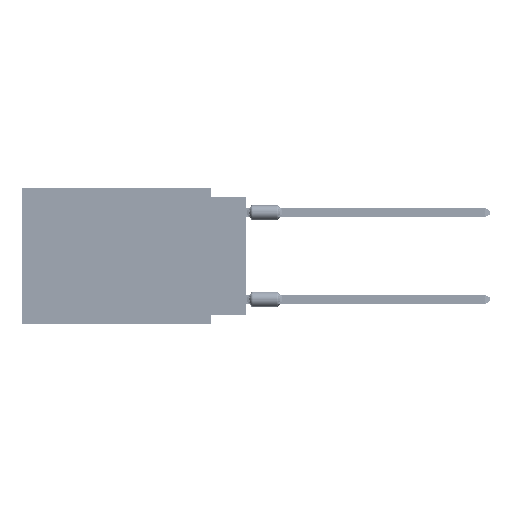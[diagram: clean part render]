
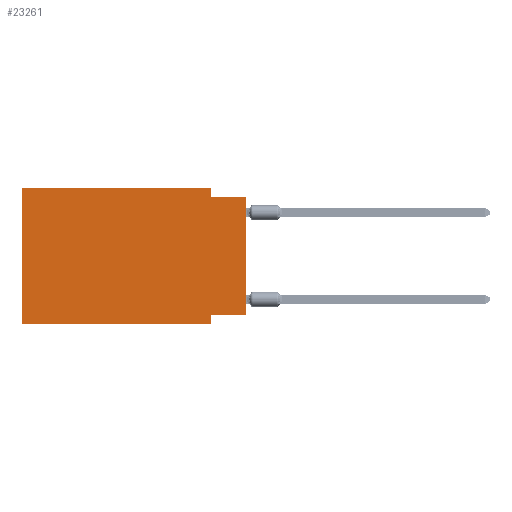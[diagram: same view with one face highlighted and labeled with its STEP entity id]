
A CAD part, left-side view. The second image highlights one B-rep face of the part: STEP entity #23261.
In plain terms, the highlighted planar face has unit normal (-1, 0, 0).
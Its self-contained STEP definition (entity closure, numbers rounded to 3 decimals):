
#3210 = ORIENTED_EDGE ( 'NONE', *, *, #16254, .T. ) ;
#4538 = VECTOR ( 'NONE', #15843, 1000. ) ;
#5640 = VECTOR ( 'NONE', #20791, 1000. ) ;
#6511 = ORIENTED_EDGE ( 'NONE', *, *, #69701, .T. ) ;
#9351 = DIRECTION ( 'NONE',  ( 0., -1., 0. ) ) ;
#10015 = EDGE_CURVE ( 'NONE', #53016, #43716, #22342, .T. ) ;
#10157 = EDGE_CURVE ( 'NONE', #43716, #11699, #37135, .T. ) ;
#10594 = CARTESIAN_POINT ( 'NONE',  ( 0., 0., -0.635 ) ) ;
#10776 = EDGE_CURVE ( 'NONE', #71772, #54747, #20602, .T. ) ;
#11699 = VERTEX_POINT ( 'NONE', #54932 ) ;
#12777 = VECTOR ( 'NONE', #41846, 1000. ) ;
#15843 = DIRECTION ( 'NONE',  ( 0., 0., 1. ) ) ;
#16064 = VERTEX_POINT ( 'NONE', #35182 ) ;
#16254 = EDGE_CURVE ( 'NONE', #53016, #18051, #70731, .T. ) ;
#16458 = DIRECTION ( 'NONE',  ( 1., 0., 0. ) ) ;
#17405 = VERTEX_POINT ( 'NONE', #31185 ) ;
#17798 = AXIS2_PLACEMENT_3D ( 'NONE', #61857, #16458, #61500 ) ;
#18051 = VERTEX_POINT ( 'NONE', #62233 ) ;
#18167 = CARTESIAN_POINT ( 'NONE',  ( 0., 16.383, -9.906 ) ) ;
#20602 = LINE ( 'NONE', #43849, #25469 ) ;
#20791 = DIRECTION ( 'NONE',  ( 0., -1., 0. ) ) ;
#22342 = LINE ( 'NONE', #43792, #34861 ) ;
#23261 = ADVANCED_FACE ( 'NONE', ( #56409 ), #38306, .F. ) ;
#23627 = LINE ( 'NONE', #18167, #27396 ) ;
#24080 = CARTESIAN_POINT ( 'NONE',  ( 0., 0., -9.271 ) ) ;
#25469 = VECTOR ( 'NONE', #9351, 1000. ) ;
#26234 = LINE ( 'NONE', #10594, #5640 ) ;
#26801 = ORIENTED_EDGE ( 'NONE', *, *, #10015, .F. ) ;
#27396 = VECTOR ( 'NONE', #44728, 1000. ) ;
#30048 = ORIENTED_EDGE ( 'NONE', *, *, #50501, .F. ) ;
#31185 = CARTESIAN_POINT ( 'NONE',  ( 0., 2.54, -0.635 ) ) ;
#31935 = ORIENTED_EDGE ( 'NONE', *, *, #10157, .F. ) ;
#34861 = VECTOR ( 'NONE', #35320, 1000. ) ;
#35182 = CARTESIAN_POINT ( 'NONE',  ( 0., 16.383, -9.906 ) ) ;
#35320 = DIRECTION ( 'NONE',  ( 0., 1., 0. ) ) ;
#36297 = DIRECTION ( 'NONE',  ( 0., 0., -1. ) ) ;
#37135 = LINE ( 'NONE', #59262, #12777 ) ;
#38306 = PLANE ( 'NONE',  #17798 ) ;
#38580 = CARTESIAN_POINT ( 'NONE',  ( 0., 16.383, 0. ) ) ;
#38984 = EDGE_CURVE ( 'NONE', #54747, #17405, #51870, .T. ) ;
#41846 = DIRECTION ( 'NONE',  ( 0., 0., -1. ) ) ;
#42630 = ORIENTED_EDGE ( 'NONE', *, *, #38984, .F. ) ;
#43716 = VERTEX_POINT ( 'NONE', #71038 ) ;
#43792 = CARTESIAN_POINT ( 'NONE',  ( 0., 0., -9.271 ) ) ;
#43849 = CARTESIAN_POINT ( 'NONE',  ( 0., 16.383, 0. ) ) ;
#44728 = DIRECTION ( 'NONE',  ( 0., -1., 0. ) ) ;
#48098 = EDGE_CURVE ( 'NONE', #17405, #18051, #26234, .T. ) ;
#50501 = EDGE_CURVE ( 'NONE', #16064, #71772, #57612, .T. ) ;
#51870 = LINE ( 'NONE', #62785, #71033 ) ;
#52875 = CARTESIAN_POINT ( 'NONE',  ( 0., 16.383, 0. ) ) ;
#53016 = VERTEX_POINT ( 'NONE', #24080 ) ;
#53443 = ORIENTED_EDGE ( 'NONE', *, *, #10776, .F. ) ;
#54747 = VERTEX_POINT ( 'NONE', #59572 ) ;
#54932 = CARTESIAN_POINT ( 'NONE',  ( 0., 2.54, -9.906 ) ) ;
#56409 = FACE_OUTER_BOUND ( 'NONE', #64711, .T. ) ;
#57612 = LINE ( 'NONE', #52875, #71066 ) ;
#59262 = CARTESIAN_POINT ( 'NONE',  ( 0., 2.54, -9.906 ) ) ;
#59572 = CARTESIAN_POINT ( 'NONE',  ( 0., 2.54, 0. ) ) ;
#61500 = DIRECTION ( 'NONE',  ( 0., 0., -1. ) ) ;
#61857 = CARTESIAN_POINT ( 'NONE',  ( 0., 16.383, 0. ) ) ;
#62233 = CARTESIAN_POINT ( 'NONE',  ( 0., 0., -0.635 ) ) ;
#62785 = CARTESIAN_POINT ( 'NONE',  ( 0., 2.54, 0. ) ) ;
#64711 = EDGE_LOOP ( 'NONE', ( #3210, #69336, #42630, #53443, #30048, #6511, #31935, #26801 ) ) ;
#68516 = DIRECTION ( 'NONE',  ( 0., 0., 1. ) ) ;
#69336 = ORIENTED_EDGE ( 'NONE', *, *, #48098, .F. ) ;
#69701 = EDGE_CURVE ( 'NONE', #16064, #11699, #23627, .T. ) ;
#70731 = LINE ( 'NONE', #71430, #4538 ) ;
#71033 = VECTOR ( 'NONE', #36297, 1000. ) ;
#71038 = CARTESIAN_POINT ( 'NONE',  ( 0., 2.54, -9.271 ) ) ;
#71066 = VECTOR ( 'NONE', #68516, 1000. ) ;
#71430 = CARTESIAN_POINT ( 'NONE',  ( 0., 0., 0. ) ) ;
#71772 = VERTEX_POINT ( 'NONE', #38580 ) ;
